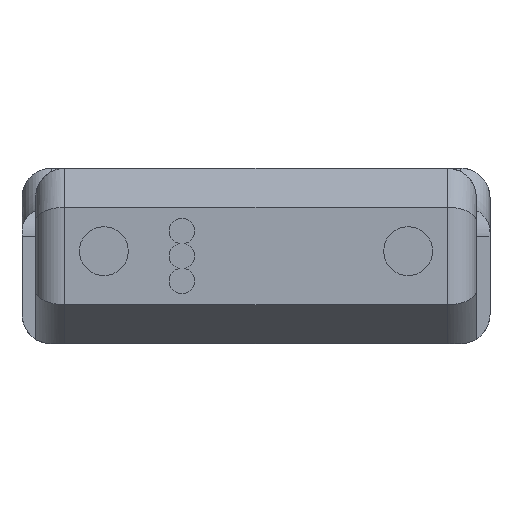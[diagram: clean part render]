
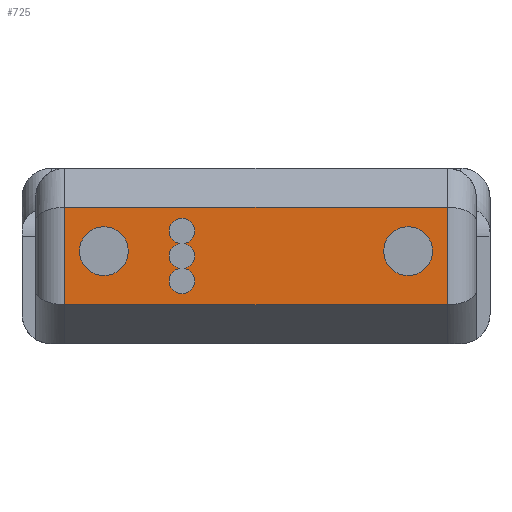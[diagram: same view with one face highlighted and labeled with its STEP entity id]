
A CAD part, left-side view. The second image highlights one B-rep face of the part: STEP entity #725.
In plain terms, the highlighted planar face has unit normal (-1, 0, 0).
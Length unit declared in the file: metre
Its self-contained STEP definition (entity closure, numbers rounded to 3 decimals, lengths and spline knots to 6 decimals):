
#91 = CIRCLE ( 'NONE', #1336, 0.00125 ) ;
#115 = DIRECTION ( 'NONE',  ( 0., 1., 0. ) ) ;
#133 = CARTESIAN_POINT ( 'NONE',  ( -0.0178, 0.0078, 0.006 ) ) ;
#154 = VERTEX_POINT ( 'NONE', #1574 ) ;
#160 = EDGE_CURVE ( 'NONE', #224, #570, #2079, .T. ) ;
#172 = DIRECTION ( 'NONE',  ( 0., 0., 1. ) ) ;
#177 = ORIENTED_EDGE ( 'NONE', *, *, #2699, .F. ) ;
#193 = AXIS2_PLACEMENT_3D ( 'NONE', #1816, #2376, #172 ) ;
#224 = VERTEX_POINT ( 'NONE', #842 ) ;
#234 = FACE_BOUND ( 'NONE', #3016, .T. ) ;
#275 = EDGE_CURVE ( 'NONE', #291, #224, #2532, .T. ) ;
#279 = ORIENTED_EDGE ( 'NONE', *, *, #496, .F. ) ;
#291 = VERTEX_POINT ( 'NONE', #1069 ) ;
#308 = AXIS2_PLACEMENT_3D ( 'NONE', #2637, #418, #2412 ) ;
#340 = DIRECTION ( 'NONE',  ( 0., 0., 1. ) ) ;
#363 = LINE ( 'NONE', #1347, #1232 ) ;
#370 = ORIENTED_EDGE ( 'NONE', *, *, #2907, .F. ) ;
#375 = LINE ( 'NONE', #3091, #1739 ) ;
#400 = AXIS2_PLACEMENT_3D ( 'NONE', #907, #1091, #877 ) ;
#418 = DIRECTION ( 'NONE',  ( -1., 0., 0. ) ) ;
#447 = CARTESIAN_POINT ( 'NONE',  ( -0.0178, 0.0078, 0.0035 ) ) ;
#451 = VERTEX_POINT ( 'NONE', #1981 ) ;
#492 = DIRECTION ( 'NONE',  ( 0., 0., 1. ) ) ;
#496 = EDGE_CURVE ( 'NONE', #672, #2293, #569, .T. ) ;
#512 = CARTESIAN_POINT ( 'NONE',  ( -0.0178, 0.0038, 0.0045 ) ) ;
#537 = CARTESIAN_POINT ( 'NONE',  ( -0.0178, 0.003686, 0.00514 ) ) ;
#569 = CIRCLE ( 'NONE', #3066, 0.00125 ) ;
#570 = VERTEX_POINT ( 'NONE', #2100 ) ;
#597 = CARTESIAN_POINT ( 'NONE',  ( -0.0178, 0.0098, 0. ) ) ;
#608 = EDGE_LOOP ( 'NONE', ( #1940, #1130, #177, #1761, #2895 ) ) ;
#672 = VERTEX_POINT ( 'NONE', #447 ) ;
#707 = DIRECTION ( 'NONE',  ( -1., 0., 0. ) ) ;
#708 = CARTESIAN_POINT ( 'NONE',  ( -0.0178, -0.0078, 0.0035 ) ) ;
#723 = ORIENTED_EDGE ( 'NONE', *, *, #2405, .F. ) ;
#725 = ADVANCED_FACE ( 'NONE', ( #946, #234, #2393, #1942 ), #1226, .T. ) ;
#729 = VERTEX_POINT ( 'NONE', #708 ) ;
#758 = CARTESIAN_POINT ( 'NONE',  ( -0.0178, 0.003914, 0.00514 ) ) ;
#800 = DIRECTION ( 'NONE',  ( -1., 0., 0. ) ) ;
#826 = CARTESIAN_POINT ( 'NONE',  ( -0.0178, 0.0038, 0.0045 ) ) ;
#831 = VERTEX_POINT ( 'NONE', #1553 ) ;
#840 = DIRECTION ( 'NONE',  ( 0., 0., 1. ) ) ;
#842 = CARTESIAN_POINT ( 'NONE',  ( -0.0178, 0.0098, 0.007 ) ) ;
#877 = DIRECTION ( 'NONE',  ( 0., 0., 1. ) ) ;
#907 = CARTESIAN_POINT ( 'NONE',  ( -0.0178, 0.0038, 0.00322 ) ) ;
#946 = FACE_OUTER_BOUND ( 'NONE', #1601, .T. ) ;
#949 = DIRECTION ( 'NONE',  ( 0., 0., 1. ) ) ;
#1008 = DIRECTION ( 'NONE',  ( 0., 0., 1. ) ) ;
#1016 = CARTESIAN_POINT ( 'NONE',  ( -0.0178, -0.0078, 0.00475 ) ) ;
#1069 = CARTESIAN_POINT ( 'NONE',  ( -0.0178, -0.0098, 0.007 ) ) ;
#1091 = DIRECTION ( 'NONE',  ( -1., 0., 0. ) ) ;
#1113 = EDGE_CURVE ( 'NONE', #154, #831, #2887, .T. ) ;
#1130 = ORIENTED_EDGE ( 'NONE', *, *, #2621, .F. ) ;
#1144 = ORIENTED_EDGE ( 'NONE', *, *, #160, .T. ) ;
#1220 = AXIS2_PLACEMENT_3D ( 'NONE', #1727, #707, #492 ) ;
#1226 = PLANE ( 'NONE',  #2538 ) ;
#1232 = VECTOR ( 'NONE', #1378, 1. ) ;
#1241 = ORIENTED_EDGE ( 'NONE', *, *, #275, .T. ) ;
#1336 = AXIS2_PLACEMENT_3D ( 'NONE', #1016, #1992, #2896 ) ;
#1344 = VERTEX_POINT ( 'NONE', #537 ) ;
#1347 = CARTESIAN_POINT ( 'NONE',  ( -0.0178, -0.0098, 0. ) ) ;
#1378 = DIRECTION ( 'NONE',  ( 0., 0., 1. ) ) ;
#1423 = ORIENTED_EDGE ( 'NONE', *, *, #1888, .F. ) ;
#1443 = CIRCLE ( 'NONE', #308, 0.00065 ) ;
#1509 = DIRECTION ( 'NONE',  ( -1., 0., 0. ) ) ;
#1515 = EDGE_CURVE ( 'NONE', #451, #291, #363, .T. ) ;
#1517 = VECTOR ( 'NONE', #115, 1. ) ;
#1526 = VERTEX_POINT ( 'NONE', #1853 ) ;
#1553 = CARTESIAN_POINT ( 'NONE',  ( -0.0178, 0.0038, 0.00257 ) ) ;
#1574 = CARTESIAN_POINT ( 'NONE',  ( -0.0178, 0.003914, 0.00386 ) ) ;
#1593 = CIRCLE ( 'NONE', #193, 0.00125 ) ;
#1601 = EDGE_LOOP ( 'NONE', ( #2260, #1241, #1144, #2812 ) ) ;
#1727 = CARTESIAN_POINT ( 'NONE',  ( -0.0178, -0.0078, 0.00475 ) ) ;
#1739 = VECTOR ( 'NONE', #2398, 1. ) ;
#1761 = ORIENTED_EDGE ( 'NONE', *, *, #2089, .F. ) ;
#1788 = CIRCLE ( 'NONE', #1220, 0.00125 ) ;
#1816 = CARTESIAN_POINT ( 'NONE',  ( -0.0178, 0.0078, 0.00475 ) ) ;
#1818 = VECTOR ( 'NONE', #2792, 1. ) ;
#1853 = CARTESIAN_POINT ( 'NONE',  ( -0.0178, -0.0078, 0.006 ) ) ;
#1888 = EDGE_CURVE ( 'NONE', #2293, #672, #1593, .T. ) ;
#1907 = CIRCLE ( 'NONE', #2063, 0.00065 ) ;
#1931 = EDGE_CURVE ( 'NONE', #2678, #154, #2574, .T. ) ;
#1940 = ORIENTED_EDGE ( 'NONE', *, *, #1931, .F. ) ;
#1942 = FACE_BOUND ( 'NONE', #608, .T. ) ;
#1981 = CARTESIAN_POINT ( 'NONE',  ( -0.0178, -0.0098, 0.002 ) ) ;
#1992 = DIRECTION ( 'NONE',  ( -1., 0., 0. ) ) ;
#2047 = CARTESIAN_POINT ( 'NONE',  ( -0.0178, 0., 0.007 ) ) ;
#2063 = AXIS2_PLACEMENT_3D ( 'NONE', #2470, #800, #1008 ) ;
#2079 = LINE ( 'NONE', #597, #1818 ) ;
#2089 = EDGE_CURVE ( 'NONE', #831, #2633, #1907, .T. ) ;
#2100 = CARTESIAN_POINT ( 'NONE',  ( -0.0178, 0.0098, 0.002 ) ) ;
#2260 = ORIENTED_EDGE ( 'NONE', *, *, #1515, .T. ) ;
#2293 = VERTEX_POINT ( 'NONE', #133 ) ;
#2376 = DIRECTION ( 'NONE',  ( -1., 0., 0. ) ) ;
#2393 = FACE_BOUND ( 'NONE', #2573, .T. ) ;
#2398 = DIRECTION ( 'NONE',  ( 0., -1., 0. ) ) ;
#2405 = EDGE_CURVE ( 'NONE', #1526, #729, #91, .T. ) ;
#2412 = DIRECTION ( 'NONE',  ( 0., 0., 1. ) ) ;
#2423 = AXIS2_PLACEMENT_3D ( 'NONE', #826, #2636, #840 ) ;
#2426 = CIRCLE ( 'NONE', #2843, 0.00065 ) ;
#2440 = DIRECTION ( 'NONE',  ( -1., 0., 0. ) ) ;
#2470 = CARTESIAN_POINT ( 'NONE',  ( -0.0178, 0.0038, 0.00322 ) ) ;
#2480 = DIRECTION ( 'NONE',  ( -1., 0., 0. ) ) ;
#2532 = LINE ( 'NONE', #2047, #1517 ) ;
#2538 = AXIS2_PLACEMENT_3D ( 'NONE', #2935, #2440, #2654 ) ;
#2553 = CARTESIAN_POINT ( 'NONE',  ( -0.0178, 0.0078, 0.00475 ) ) ;
#2573 = EDGE_LOOP ( 'NONE', ( #1423, #279 ) ) ;
#2574 = CIRCLE ( 'NONE', #2423, 0.00065 ) ;
#2621 = EDGE_CURVE ( 'NONE', #1344, #2678, #1443, .T. ) ;
#2633 = VERTEX_POINT ( 'NONE', #2868 ) ;
#2636 = DIRECTION ( 'NONE',  ( -1., 0., 0. ) ) ;
#2637 = CARTESIAN_POINT ( 'NONE',  ( -0.0178, 0.0038, 0.00578 ) ) ;
#2654 = DIRECTION ( 'NONE',  ( 0., 0., 1. ) ) ;
#2678 = VERTEX_POINT ( 'NONE', #758 ) ;
#2699 = EDGE_CURVE ( 'NONE', #2633, #1344, #2426, .T. ) ;
#2792 = DIRECTION ( 'NONE',  ( 0., 0., -1. ) ) ;
#2812 = ORIENTED_EDGE ( 'NONE', *, *, #3049, .T. ) ;
#2843 = AXIS2_PLACEMENT_3D ( 'NONE', #512, #1509, #949 ) ;
#2868 = CARTESIAN_POINT ( 'NONE',  ( -0.0178, 0.003686, 0.00386 ) ) ;
#2887 = CIRCLE ( 'NONE', #400, 0.00065 ) ;
#2895 = ORIENTED_EDGE ( 'NONE', *, *, #1113, .F. ) ;
#2896 = DIRECTION ( 'NONE',  ( 0., 0., 1. ) ) ;
#2907 = EDGE_CURVE ( 'NONE', #729, #1526, #1788, .T. ) ;
#2935 = CARTESIAN_POINT ( 'NONE',  ( -0.0178, 0., 0. ) ) ;
#3016 = EDGE_LOOP ( 'NONE', ( #723, #370 ) ) ;
#3049 = EDGE_CURVE ( 'NONE', #570, #451, #375, .T. ) ;
#3066 = AXIS2_PLACEMENT_3D ( 'NONE', #2553, #2480, #340 ) ;
#3091 = CARTESIAN_POINT ( 'NONE',  ( -0.0178, 0., 0.002 ) ) ;
